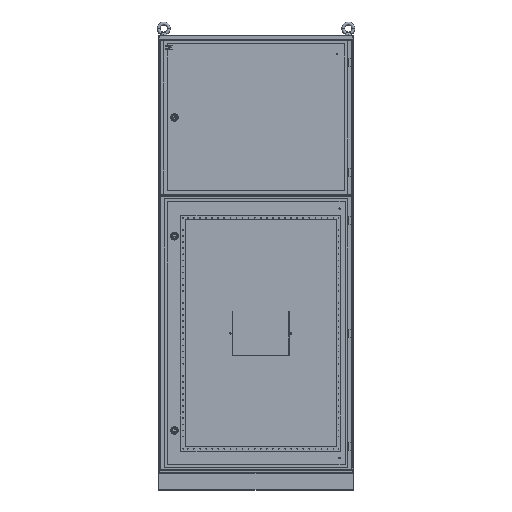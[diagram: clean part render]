
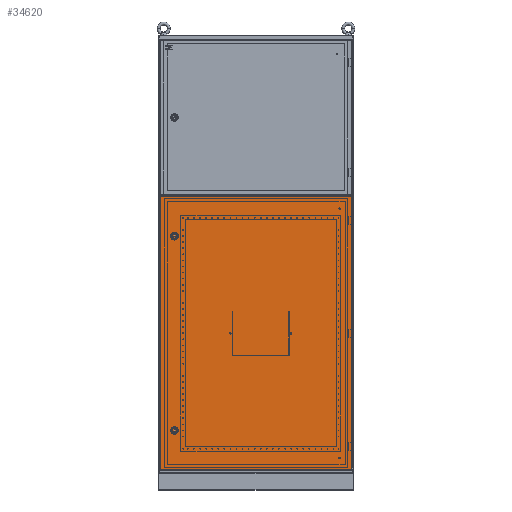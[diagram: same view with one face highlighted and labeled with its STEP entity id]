
A CAD part, top view. The second image highlights one B-rep face of the part: STEP entity #34620.
In plain terms, the highlighted planar face has unit normal (0, 0, 1).
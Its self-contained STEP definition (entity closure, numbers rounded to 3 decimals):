
#1224 = DIRECTION ( 'NONE',  ( 1., 0., 0. ) ) ;
#1241 = CARTESIAN_POINT ( 'NONE',  ( 58.5, -400., 0. ) ) ;
#3484 = VERTEX_POINT ( 'NONE', #50342 ) ;
#7212 = LINE ( 'NONE', #85417, #24855 ) ;
#7279 = DIRECTION ( 'NONE',  ( 0., 1., 0. ) ) ;
#7300 = VERTEX_POINT ( 'NONE', #15115 ) ;
#7455 = EDGE_CURVE ( 'NONE', #90368, #43214, #63584, .T. ) ;
#7752 = EDGE_CURVE ( 'NONE', #66489, #7300, #57644, .T. ) ;
#7773 = FACE_BOUND ( 'NONE', #32904, .T. ) ;
#8399 = DIRECTION ( 'NONE',  ( -1., 0., 0. ) ) ;
#8420 = CARTESIAN_POINT ( 'NONE',  ( 60., -400., 0. ) ) ;
#8538 = DIRECTION ( 'NONE',  ( 0., 0., 1. ) ) ;
#11087 = CARTESIAN_POINT ( 'NONE',  ( 790.5, -563.5, 0. ) ) ;
#11584 = CARTESIAN_POINT ( 'NONE',  ( 60., -400., 0. ) ) ;
#15115 = CARTESIAN_POINT ( 'NONE',  ( 0., -563.5, 0. ) ) ;
#17051 = AXIS2_PLACEMENT_3D ( 'NONE', #11584, #64250, #19113 ) ;
#17702 = DIRECTION ( 'NONE',  ( -1., 0., 0. ) ) ;
#19113 = DIRECTION ( 'NONE',  ( -1., 0., 0. ) ) ;
#19555 = ORIENTED_EDGE ( 'NONE', *, *, #73908, .T. ) ;
#20697 = FACE_BOUND ( 'NONE', #25374, .T. ) ;
#20763 = LINE ( 'NONE', #67503, #76055 ) ;
#23060 = FACE_OUTER_BOUND ( 'NONE', #88001, .T. ) ;
#23923 = LINE ( 'NONE', #56240, #81588 ) ;
#24855 = VECTOR ( 'NONE', #17702, 1000. ) ;
#25374 = EDGE_LOOP ( 'NONE', ( #88902, #71322 ) ) ;
#25951 = DIRECTION ( 'NONE',  ( 1., 0., 0. ) ) ;
#27796 = EDGE_CURVE ( 'NONE', #30869, #57684, #20763, .T. ) ;
#28714 = CARTESIAN_POINT ( 'NONE',  ( 60., 400., 0. ) ) ;
#30869 = VERTEX_POINT ( 'NONE', #11087 ) ;
#32113 = PLANE ( 'NONE',  #64929 ) ;
#32904 = EDGE_LOOP ( 'NONE', ( #37202, #49009 ) ) ;
#34620 = ADVANCED_FACE ( 'NONE', ( #7773, #20697, #23060 ), #32113, .T. ) ;
#35300 = CARTESIAN_POINT ( 'NONE',  ( 58.5, 400., 0. ) ) ;
#36314 = DIRECTION ( 'NONE',  ( 1., 0., 0. ) ) ;
#37202 = ORIENTED_EDGE ( 'NONE', *, *, #83785, .F. ) ;
#37286 = ORIENTED_EDGE ( 'NONE', *, *, #27796, .T. ) ;
#38485 = EDGE_CURVE ( 'NONE', #3484, #63010, #90601, .T. ) ;
#39823 = CARTESIAN_POINT ( 'NONE',  ( 61.5, -400., 0. ) ) ;
#43214 = VERTEX_POINT ( 'NONE', #39823 ) ;
#44362 = CARTESIAN_POINT ( 'NONE',  ( 0., 563.5, 0. ) ) ;
#45518 = ORIENTED_EDGE ( 'NONE', *, *, #61791, .T. ) ;
#46433 = DIRECTION ( 'NONE',  ( 0., 0., 1. ) ) ;
#49009 = ORIENTED_EDGE ( 'NONE', *, *, #7455, .F. ) ;
#50342 = CARTESIAN_POINT ( 'NONE',  ( 61.5, 400., 0. ) ) ;
#54423 = AXIS2_PLACEMENT_3D ( 'NONE', #8420, #8538, #8399 ) ;
#55275 = VECTOR ( 'NONE', #81169, 1000. ) ;
#56240 = CARTESIAN_POINT ( 'NONE',  ( 0., -563.5, 0. ) ) ;
#57195 = AXIS2_PLACEMENT_3D ( 'NONE', #91308, #46433, #1224 ) ;
#57644 = LINE ( 'NONE', #58843, #55275 ) ;
#57684 = VERTEX_POINT ( 'NONE', #80951 ) ;
#58843 = CARTESIAN_POINT ( 'NONE',  ( 0., 563.5, 0. ) ) ;
#61638 = EDGE_CURVE ( 'NONE', #63010, #3484, #78079, .T. ) ;
#61791 = EDGE_CURVE ( 'NONE', #7300, #30869, #23923, .T. ) ;
#61981 = AXIS2_PLACEMENT_3D ( 'NONE', #28714, #81327, #36314 ) ;
#61997 = DIRECTION ( 'NONE',  ( 0., 0., 1. ) ) ;
#63010 = VERTEX_POINT ( 'NONE', #35300 ) ;
#63106 = ORIENTED_EDGE ( 'NONE', *, *, #7752, .T. ) ;
#63584 = CIRCLE ( 'NONE', #54423, 1.5 ) ;
#64250 = DIRECTION ( 'NONE',  ( 0., 0., 1. ) ) ;
#64929 = AXIS2_PLACEMENT_3D ( 'NONE', #69571, #61997, #84643 ) ;
#66489 = VERTEX_POINT ( 'NONE', #44362 ) ;
#67503 = CARTESIAN_POINT ( 'NONE',  ( 790.5, 563.5, 0. ) ) ;
#68614 = CIRCLE ( 'NONE', #17051, 1.5 ) ;
#69571 = CARTESIAN_POINT ( 'NONE',  ( 0., 0., 0. ) ) ;
#71322 = ORIENTED_EDGE ( 'NONE', *, *, #61638, .F. ) ;
#73908 = EDGE_CURVE ( 'NONE', #57684, #66489, #7212, .T. ) ;
#76055 = VECTOR ( 'NONE', #7279, 1000. ) ;
#78079 = CIRCLE ( 'NONE', #57195, 1.5 ) ;
#80951 = CARTESIAN_POINT ( 'NONE',  ( 790.5, 563.5, 0. ) ) ;
#81169 = DIRECTION ( 'NONE',  ( 0., -1., 0. ) ) ;
#81327 = DIRECTION ( 'NONE',  ( 0., 0., 1. ) ) ;
#81588 = VECTOR ( 'NONE', #25951, 1000. ) ;
#83785 = EDGE_CURVE ( 'NONE', #43214, #90368, #68614, .T. ) ;
#84643 = DIRECTION ( 'NONE',  ( 1., 0., 0. ) ) ;
#85417 = CARTESIAN_POINT ( 'NONE',  ( 0., 563.5, 0. ) ) ;
#88001 = EDGE_LOOP ( 'NONE', ( #63106, #45518, #37286, #19555 ) ) ;
#88902 = ORIENTED_EDGE ( 'NONE', *, *, #38485, .F. ) ;
#90368 = VERTEX_POINT ( 'NONE', #1241 ) ;
#90601 = CIRCLE ( 'NONE', #61981, 1.5 ) ;
#91308 = CARTESIAN_POINT ( 'NONE',  ( 60., 400., 0. ) ) ;
